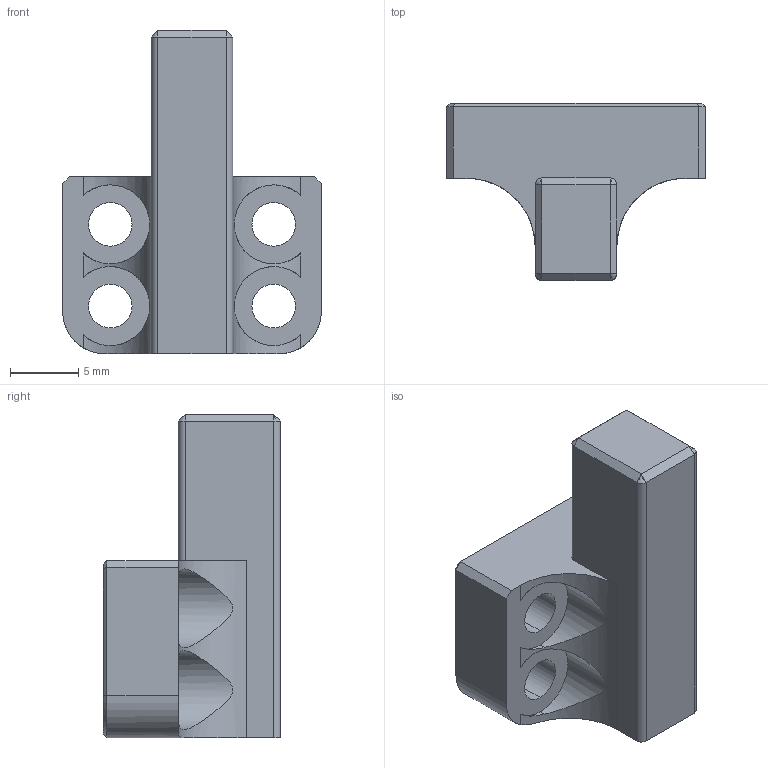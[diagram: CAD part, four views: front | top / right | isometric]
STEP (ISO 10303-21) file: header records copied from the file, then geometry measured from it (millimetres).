
FILE_DESCRIPTION (( 'STEP AP203' ), '1' );
FILE_NAME ('TG-12唅蛌癹弇輸.STEP', '2023-06-25T07:08:06', ( 'User' ), ( 'Microsoft' ), 'SwSTEP 2.0', 'SolidWorks 2015', '' );
FILE_SCHEMA (( 'CONFIG_CONTROL_DESIGN' ));
Length unit declared in the file: millimetre
Products named in the file (1): TG-12唅蛌癹弇輸
Bounding box: 19 x 13 x 23.75 mm (x, y, z)
Volume: 2279.8 mm3; surface area: 1540.5 mm2
Topology: 1 solids, 1 shells, 58 faces, 152 edges, 92 vertices
Faces by surface type: cylinder 28, plane 24, cone 6
Entity records: 2025 total; most frequent: CARTESIAN_POINT 521, DIRECTION 298, ORIENTED_EDGE 296, EDGE_CURVE 148, AXIS2_PLACEMENT_3D 105, VERTEX_POINT 92, VECTOR 88, LINE 88
